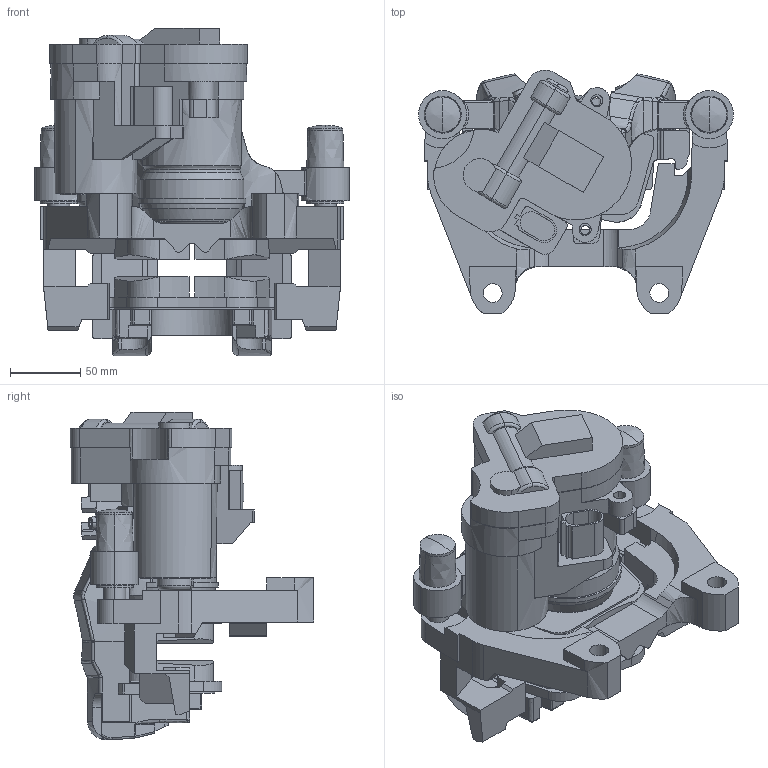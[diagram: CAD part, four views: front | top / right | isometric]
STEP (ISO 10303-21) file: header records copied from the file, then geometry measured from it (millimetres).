
FILE_DESCRIPTION(('FreeCAD Model'),'2;1');
FILE_NAME('Open CASCADE Shape Model','2025-05-09T14:29:55',('FreeCAD'),( 'FreeCAD'),'Open CASCADE STEP processor 7.6','FreeCAD','Unknown');
FILE_SCHEMA(('AUTOMOTIVE_DESIGN { 1 0 10303 214 1 1 1 1 }'));
Length unit declared in the file: millimetre
Products named in the file (1): Open CASCADE STEP translator 7.6 1
Bounding box: 223.9 x 173.02 x 232.72 mm (x, y, z)
Volume: 2135328.3 mm3; surface area: 321762.2 mm2
Topology: 8 solids, 8 shells, 995 faces, 2647 edges, 1686 vertices
Faces by surface type: bspline 995
Entity records: 32612 total; most frequent: CARTESIAN_POINT 17790, ORIENTED_EDGE 5260, EDGE_CURVE 2630, VERTEX_POINT 1686, B_SPLINE_CURVE_WITH_KNOTS 1686, FACE_BOUND 1050, EDGE_LOOP 1050, ADVANCED_FACE 995
